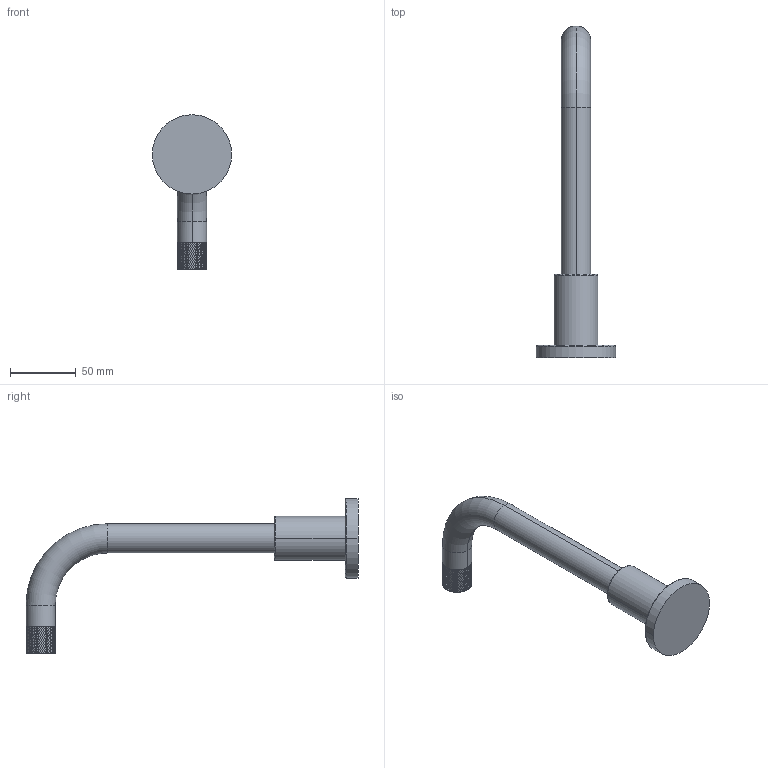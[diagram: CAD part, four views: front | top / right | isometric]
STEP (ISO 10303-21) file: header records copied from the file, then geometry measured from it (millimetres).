
FILE_DESCRIPTION((''),'2;1');
FILE_NAME('3-695','2022-09-07T13:48:57',('rsmith'),(''),'CREO PARAMETRIC BY PTC INC, 2019352','CREO PARAMETRIC BY PTC INC, 2019352','');
FILE_SCHEMA(('CONFIG_CONTROL_DESIGN'));
Products named in the file (1): 3-695
Bounding box: 60.33 x 252.41 x 117.54 mm (x, y, z)
Volume: 168311.1 mm3; surface area: 30829.5 mm2
Topology: 1 solids, 1 shells, 4561 faces, 9486 edges, 4933 vertices
Faces by surface type: bspline 3528, cylinder 871, plane 154, torus 6, cone 2
Entity records: 181187 total; most frequent: CARTESIAN_POINT 115657, ORIENTED_EDGE 18972, EDGE_CURVE 9486, B_SPLINE_CURVE_WITH_KNOTS 9016, VERTEX_POINT 4933, EDGE_LOOP 4567, FACE_OUTER_BOUND 4561, ADVANCED_FACE 4561
